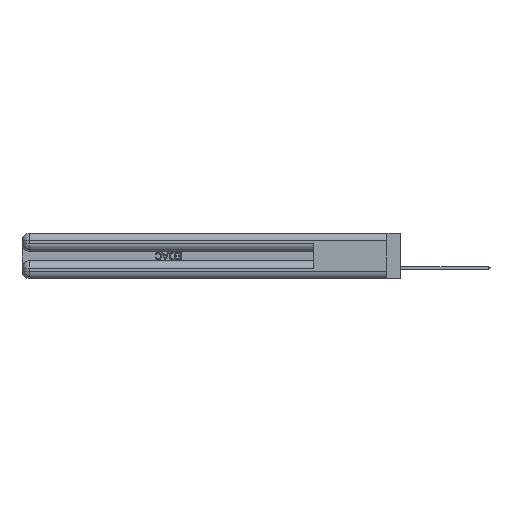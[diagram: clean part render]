
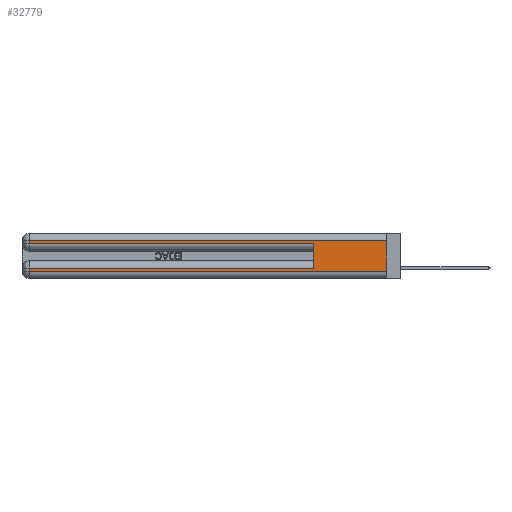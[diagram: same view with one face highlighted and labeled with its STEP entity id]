
A CAD part, left-side view. The second image highlights one B-rep face of the part: STEP entity #32779.
In plain terms, the highlighted planar face has unit normal (-1, 0, 0).
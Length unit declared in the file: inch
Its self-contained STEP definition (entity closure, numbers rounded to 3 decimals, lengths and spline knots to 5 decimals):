
#462 = VECTOR ( 'NONE', #35633, 39.37008 ) ;
#776 = EDGE_CURVE ( 'NONE', #27936, #48491, #15183, .T. ) ;
#1366 = VECTOR ( 'NONE', #7927, 39.37008 ) ;
#2237 = CARTESIAN_POINT ( 'NONE',  ( 0., 0.6, 0.285 ) ) ;
#2256 = CARTESIAN_POINT ( 'NONE',  ( 0., 0., 0.31 ) ) ;
#3413 = DIRECTION ( 'NONE',  ( 0., 0., -1. ) ) ;
#3915 = ORIENTED_EDGE ( 'NONE', *, *, #776, .F. ) ;
#4460 = VERTEX_POINT ( 'NONE', #18597 ) ;
#5463 = ORIENTED_EDGE ( 'NONE', *, *, #24146, .T. ) ;
#5816 = CARTESIAN_POINT ( 'NONE',  ( 0., 0.6, 0.145 ) ) ;
#6030 = LINE ( 'NONE', #27534, #41727 ) ;
#7273 = LINE ( 'NONE', #30343, #1366 ) ;
#7927 = DIRECTION ( 'NONE',  ( 0., 1., 0. ) ) ;
#8988 = EDGE_CURVE ( 'NONE', #18458, #48491, #15368, .T. ) ;
#9649 = CARTESIAN_POINT ( 'NONE',  ( 0., 2.94, 0.285 ) ) ;
#9844 = CARTESIAN_POINT ( 'NONE',  ( 0., 2.94, 0.37 ) ) ;
#10609 = ORIENTED_EDGE ( 'NONE', *, *, #13903, .T. ) ;
#11259 = VERTEX_POINT ( 'NONE', #20887 ) ;
#11780 = EDGE_CURVE ( 'NONE', #33596, #34790, #38473, .T. ) ;
#11891 = DIRECTION ( 'NONE',  ( 0., 1., 0. ) ) ;
#12296 = DIRECTION ( 'NONE',  ( 0., -1., 0. ) ) ;
#12640 = DIRECTION ( 'NONE',  ( 0., -1., 0. ) ) ;
#13903 = EDGE_CURVE ( 'NONE', #34790, #18458, #33946, .T. ) ;
#15183 = LINE ( 'NONE', #5816, #462 ) ;
#15368 = LINE ( 'NONE', #16240, #17765 ) ;
#16012 = DIRECTION ( 'NONE',  ( 0., 0., -1. ) ) ;
#16089 = VECTOR ( 'NONE', #44337, 39.37008 ) ;
#16240 = CARTESIAN_POINT ( 'NONE',  ( 0., 0., 0.285 ) ) ;
#17408 = DIRECTION ( 'NONE',  ( 0., 0., -1. ) ) ;
#17414 = EDGE_LOOP ( 'NONE', ( #19217, #37301, #10609, #30196, #3915, #22457, #5463, #44301 ) ) ;
#17765 = VECTOR ( 'NONE', #12640, 39.37008 ) ;
#18458 = VERTEX_POINT ( 'NONE', #9649 ) ;
#18597 = CARTESIAN_POINT ( 'NONE',  ( 0., 0., 0.06 ) ) ;
#19217 = ORIENTED_EDGE ( 'NONE', *, *, #46709, .F. ) ;
#19605 = FACE_OUTER_BOUND ( 'NONE', #17414, .T. ) ;
#19789 = LINE ( 'NONE', #30535, #32655 ) ;
#20566 = VERTEX_POINT ( 'NONE', #46096 ) ;
#20887 = CARTESIAN_POINT ( 'NONE',  ( 0., 2.94, 0.06 ) ) ;
#21247 = EDGE_CURVE ( 'NONE', #11259, #4460, #6030, .T. ) ;
#21981 = LINE ( 'NONE', #44804, #16089 ) ;
#22457 = ORIENTED_EDGE ( 'NONE', *, *, #41585, .T. ) ;
#22533 = PLANE ( 'NONE',  #35100 ) ;
#24146 = EDGE_CURVE ( 'NONE', #20566, #11259, #19789, .T. ) ;
#27534 = CARTESIAN_POINT ( 'NONE',  ( 0., 0., 0.06 ) ) ;
#27570 = VECTOR ( 'NONE', #17408, 39.37008 ) ;
#27936 = VERTEX_POINT ( 'NONE', #42153 ) ;
#30024 = CARTESIAN_POINT ( 'NONE',  ( 0., 2.94, 0.31 ) ) ;
#30196 = ORIENTED_EDGE ( 'NONE', *, *, #8988, .T. ) ;
#30343 = CARTESIAN_POINT ( 'NONE',  ( 0., 0., 0.085 ) ) ;
#30535 = CARTESIAN_POINT ( 'NONE',  ( 0., 2.94, 0.37 ) ) ;
#32655 = VECTOR ( 'NONE', #16012, 39.37008 ) ;
#32779 = ADVANCED_FACE ( 'NONE', ( #19605 ), #22533, .F. ) ;
#33596 = VERTEX_POINT ( 'NONE', #2256 ) ;
#33946 = LINE ( 'NONE', #9844, #27570 ) ;
#34318 = VECTOR ( 'NONE', #11891, 39.37008 ) ;
#34790 = VERTEX_POINT ( 'NONE', #30024 ) ;
#35100 = AXIS2_PLACEMENT_3D ( 'NONE', #45265, #44664, #3413 ) ;
#35633 = DIRECTION ( 'NONE',  ( 0., 0., 1. ) ) ;
#37301 = ORIENTED_EDGE ( 'NONE', *, *, #11780, .T. ) ;
#38263 = CARTESIAN_POINT ( 'NONE',  ( 0., 0., 0.31 ) ) ;
#38473 = LINE ( 'NONE', #38263, #34318 ) ;
#41585 = EDGE_CURVE ( 'NONE', #27936, #20566, #7273, .T. ) ;
#41727 = VECTOR ( 'NONE', #12296, 39.37008 ) ;
#42153 = CARTESIAN_POINT ( 'NONE',  ( 0., 0.6, 0.085 ) ) ;
#44301 = ORIENTED_EDGE ( 'NONE', *, *, #21247, .T. ) ;
#44337 = DIRECTION ( 'NONE',  ( 0., 0., -1. ) ) ;
#44664 = DIRECTION ( 'NONE',  ( 1., 0., 0. ) ) ;
#44804 = CARTESIAN_POINT ( 'NONE',  ( 0., 0., 0.37 ) ) ;
#45265 = CARTESIAN_POINT ( 'NONE',  ( 0., 0., 0.37 ) ) ;
#46096 = CARTESIAN_POINT ( 'NONE',  ( 0., 2.94, 0.085 ) ) ;
#46709 = EDGE_CURVE ( 'NONE', #33596, #4460, #21981, .T. ) ;
#48491 = VERTEX_POINT ( 'NONE', #2237 ) ;
